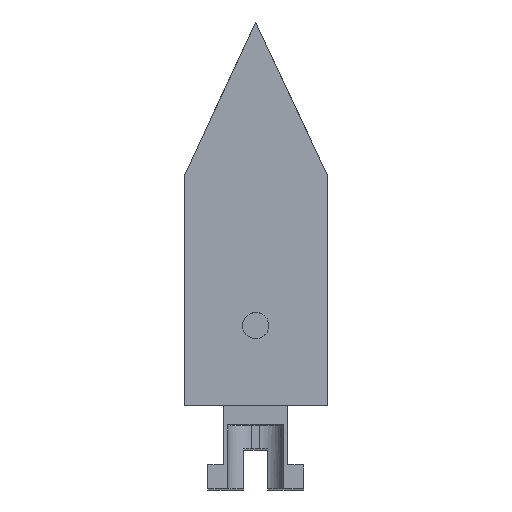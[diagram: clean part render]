
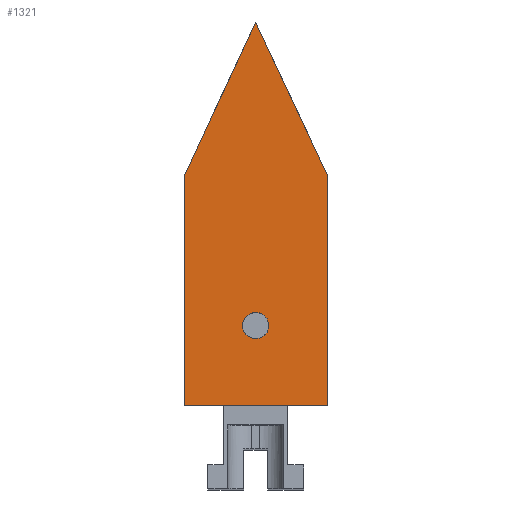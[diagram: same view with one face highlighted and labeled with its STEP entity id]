
A CAD part, top view. The second image highlights one B-rep face of the part: STEP entity #1321.
In plain terms, the highlighted planar face has unit normal (0, 0, 1).
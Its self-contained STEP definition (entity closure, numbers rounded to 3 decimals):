
#23 = VERTEX_POINT ( 'NONE', #425 ) ;
#66 = DIRECTION ( 'NONE',  ( 1., 0., 0. ) ) ;
#68 = CARTESIAN_POINT ( 'NONE',  ( -8.9, -19.193, 230. ) ) ;
#102 = LINE ( 'NONE', #1518, #532 ) ;
#113 = AXIS2_PLACEMENT_3D ( 'NONE', #1132, #1482, #1247 ) ;
#136 = VECTOR ( 'NONE', #239, 1000. ) ;
#199 = EDGE_CURVE ( 'NONE', #262, #332, #102, .T. ) ;
#222 = VERTEX_POINT ( 'NONE', #1106 ) ;
#239 = DIRECTION ( 'NONE',  ( -0.421, -0.907, 0. ) ) ;
#262 = VERTEX_POINT ( 'NONE', #1216 ) ;
#291 = EDGE_CURVE ( 'NONE', #222, #1489, #874, .T. ) ;
#307 = EDGE_CURVE ( 'NONE', #865, #23, #1220, .T. ) ;
#332 = VERTEX_POINT ( 'NONE', #1114 ) ;
#425 = CARTESIAN_POINT ( 'NONE',  ( -1.65, -38., 230. ) ) ;
#480 = CARTESIAN_POINT ( 'NONE',  ( 0., 0., 230. ) ) ;
#523 = FACE_OUTER_BOUND ( 'NONE', #889, .T. ) ;
#532 = VECTOR ( 'NONE', #1095, 1000. ) ;
#537 = DIRECTION ( 'NONE',  ( 0., -1., 0. ) ) ;
#540 = EDGE_LOOP ( 'NONE', ( #1180, #667 ) ) ;
#546 = VERTEX_POINT ( 'NONE', #588 ) ;
#553 = ORIENTED_EDGE ( 'NONE', *, *, #953, .T. ) ;
#588 = CARTESIAN_POINT ( 'NONE',  ( 9., -48., 230. ) ) ;
#622 = PLANE ( 'NONE',  #899 ) ;
#637 = DIRECTION ( 'NONE',  ( 1., 0., 0. ) ) ;
#657 = EDGE_CURVE ( 'NONE', #23, #865, #1474, .T. ) ;
#664 = DIRECTION ( 'NONE',  ( 0., 1., 0. ) ) ;
#667 = ORIENTED_EDGE ( 'NONE', *, *, #657, .F. ) ;
#766 = CARTESIAN_POINT ( 'NONE',  ( 0., -38., 230. ) ) ;
#769 = DIRECTION ( 'NONE',  ( 0., 0., -1. ) ) ;
#781 = EDGE_CURVE ( 'NONE', #1489, #546, #1454, .T. ) ;
#787 = LINE ( 'NONE', #1253, #985 ) ;
#857 = VECTOR ( 'NONE', #537, 1000. ) ;
#865 = VERTEX_POINT ( 'NONE', #1504 ) ;
#874 = LINE ( 'NONE', #68, #857 ) ;
#889 = EDGE_LOOP ( 'NONE', ( #1089, #1430, #1395, #1077, #553 ) ) ;
#899 = AXIS2_PLACEMENT_3D ( 'NONE', #1242, #769, #1235 ) ;
#927 = AXIS2_PLACEMENT_3D ( 'NONE', #766, #1103, #637 ) ;
#953 = EDGE_CURVE ( 'NONE', #332, #222, #1074, .T. ) ;
#985 = VECTOR ( 'NONE', #664, 1000. ) ;
#1074 = LINE ( 'NONE', #480, #136 ) ;
#1076 = VECTOR ( 'NONE', #66, 1000. ) ;
#1077 = ORIENTED_EDGE ( 'NONE', *, *, #199, .T. ) ;
#1089 = ORIENTED_EDGE ( 'NONE', *, *, #291, .T. ) ;
#1095 = DIRECTION ( 'NONE',  ( -0.425, 0.905, 0. ) ) ;
#1103 = DIRECTION ( 'NONE',  ( 0., 0., 1. ) ) ;
#1106 = CARTESIAN_POINT ( 'NONE',  ( -8.9, -19.193, 230. ) ) ;
#1114 = CARTESIAN_POINT ( 'NONE',  ( 0., 0., 230. ) ) ;
#1125 = CARTESIAN_POINT ( 'NONE',  ( -8.9, -48., 230. ) ) ;
#1132 = CARTESIAN_POINT ( 'NONE',  ( 0., -38., 230. ) ) ;
#1180 = ORIENTED_EDGE ( 'NONE', *, *, #307, .F. ) ;
#1216 = CARTESIAN_POINT ( 'NONE',  ( 9., -19.193, 230. ) ) ;
#1220 = CIRCLE ( 'NONE', #113, 1.65 ) ;
#1227 = FACE_BOUND ( 'NONE', #540, .T. ) ;
#1235 = DIRECTION ( 'NONE',  ( -1., 0., 0. ) ) ;
#1242 = CARTESIAN_POINT ( 'NONE',  ( 0., 0., 230. ) ) ;
#1247 = DIRECTION ( 'NONE',  ( 1., 0., 0. ) ) ;
#1253 = CARTESIAN_POINT ( 'NONE',  ( 9., -58.18, 230. ) ) ;
#1321 = ADVANCED_FACE ( 'NONE', ( #1227, #523 ), #622, .F. ) ;
#1395 = ORIENTED_EDGE ( 'NONE', *, *, #1433, .T. ) ;
#1430 = ORIENTED_EDGE ( 'NONE', *, *, #781, .T. ) ;
#1433 = EDGE_CURVE ( 'NONE', #546, #262, #787, .T. ) ;
#1436 = CARTESIAN_POINT ( 'NONE',  ( -8.9, -48., 230. ) ) ;
#1454 = LINE ( 'NONE', #1125, #1076 ) ;
#1474 = CIRCLE ( 'NONE', #927, 1.65 ) ;
#1482 = DIRECTION ( 'NONE',  ( 0., 0., 1. ) ) ;
#1489 = VERTEX_POINT ( 'NONE', #1436 ) ;
#1504 = CARTESIAN_POINT ( 'NONE',  ( 1.65, -38., 230. ) ) ;
#1518 = CARTESIAN_POINT ( 'NONE',  ( 9., -19.193, 230. ) ) ;
